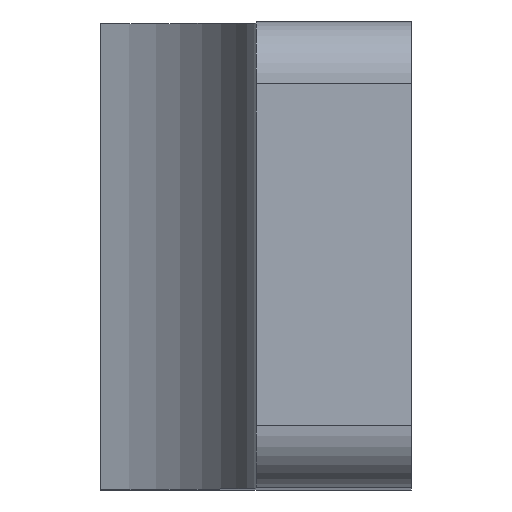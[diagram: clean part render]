
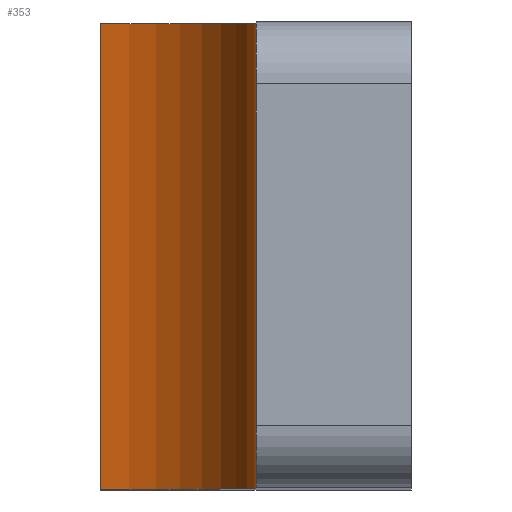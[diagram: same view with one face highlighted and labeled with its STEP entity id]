
A CAD part, top view. The second image highlights one B-rep face of the part: STEP entity #353.
In plain terms, the highlighted cylindrical face has radius 6 mm (diameter 12 mm), a partial arc.
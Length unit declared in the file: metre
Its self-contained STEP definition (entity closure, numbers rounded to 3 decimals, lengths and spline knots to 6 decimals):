
#14=CYLINDRICAL_SURFACE('',#390,0.006);
#17=CIRCLE('',#373,0.006);
#18=CIRCLE('',#379,0.006);
#113=ORIENTED_EDGE('',*,*,#142,.F.);
#114=ORIENTED_EDGE('',*,*,#156,.F.);
#115=ORIENTED_EDGE('',*,*,#155,.F.);
#116=ORIENTED_EDGE('',*,*,#159,.F.);
#142=EDGE_CURVE('',#186,#187,#17,.F.);
#155=EDGE_CURVE('',#194,#193,#18,.T.);
#156=EDGE_CURVE('',#193,#186,#232,.F.);
#159=EDGE_CURVE('',#187,#194,#233,.F.);
#186=VERTEX_POINT('',#534);
#187=VERTEX_POINT('',#536);
#193=VERTEX_POINT('',#557);
#194=VERTEX_POINT('',#560);
#232=LINE('',#563,#274);
#233=LINE('',#567,#275);
#274=VECTOR('',#456,1.);
#275=VECTOR('',#463,1.);
#300=EDGE_LOOP('',(#113,#114,#115,#116));
#320=FACE_BOUND('',#300,.T.);
#353=ADVANCED_FACE('',(#320),#14,.F.);
#373=AXIS2_PLACEMENT_3D('',#535,#428,#429);
#379=AXIS2_PLACEMENT_3D('',#561,#452,#453);
#390=AXIS2_PLACEMENT_3D('',#581,#481,#482);
#428=DIRECTION('',(0.,-1.,0.));
#429=DIRECTION('',(0.,0.,-1.));
#452=DIRECTION('',(0.,-1.,0.));
#453=DIRECTION('',(0.,0.,-1.));
#456=DIRECTION('',(0.,1.,0.));
#463=DIRECTION('',(0.,-1.,0.));
#481=DIRECTION('',(0.,-1.,0.));
#482=DIRECTION('',(0.,0.,-1.));
#534=CARTESIAN_POINT('',(-0.010139,-0.0095,0.0284));
#535=CARTESIAN_POINT('',(-0.016139,-0.0095,0.0284));
#536=CARTESIAN_POINT('',(-0.015139,-0.0095,0.022484));
#557=CARTESIAN_POINT('',(-0.010139,0.0055,0.0284));
#560=CARTESIAN_POINT('',(-0.015139,0.0055,0.022484));
#561=CARTESIAN_POINT('',(-0.016139,0.0055,0.0284));
#563=CARTESIAN_POINT('',(-0.010139,-0.0095,0.0284));
#567=CARTESIAN_POINT('',(-0.015139,-0.002,0.022484));
#581=CARTESIAN_POINT('',(-0.016139,-0.00575,0.0284));
